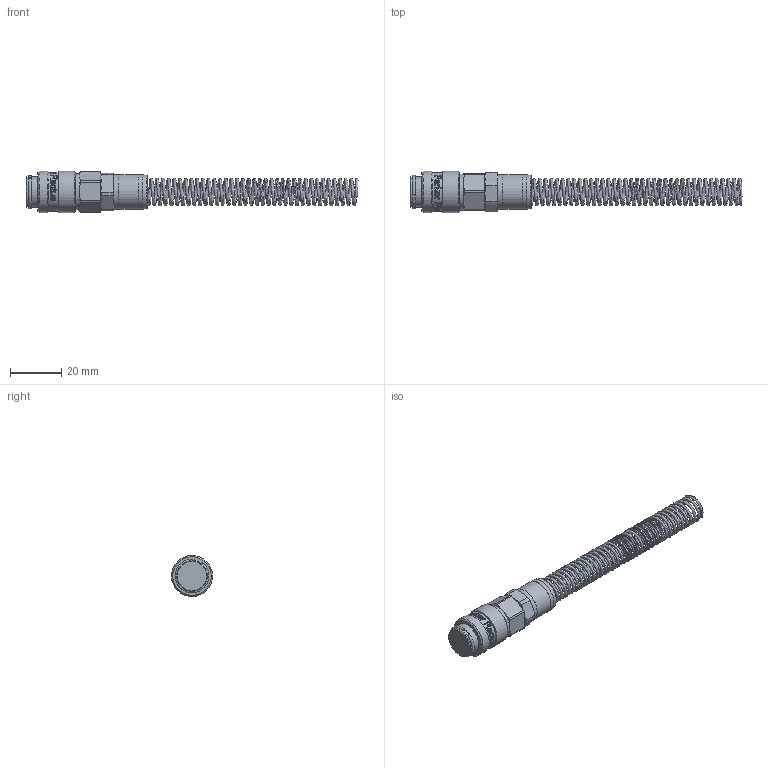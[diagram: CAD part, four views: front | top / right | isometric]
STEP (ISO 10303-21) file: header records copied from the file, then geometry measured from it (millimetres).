
FILE_DESCRIPTION((''),'2;1');
FILE_NAME('21klkk08mpx.stp','2015-01-13T13:33:09',('SSC01480'),(''),'Autodesk Inventor 2013','Autodesk Inventor 2013','');
FILE_SCHEMA(('AUTOMOTIVE_DESIGN { 1 0 10303 214 1 1 1 1 }'));
Length unit declared in the file: millimetre
Products named in the file (1): D113150
Bounding box: 128.99 x 15.96 x 15.96 mm (x, y, z)
Volume: 7420.6 mm3; surface area: 8236.8 mm2
Topology: 2 solids, 4 shells, 383 faces, 971 edges, 637 vertices
Faces by surface type: bspline 139, plane 135, cylinder 57, cone 48, torus 4
Full cylindrical faces by diameter (mm): 6.05 x1, 11.2 x1, 12 x5, 12.15 x1, 12.75 x1, 13.4 x1, 13.5 x2, 14 x2, 14.6 x1, 15 x1, 16 x2
Entity records: 56583 total; most frequent: CARTESIAN_POINT 48326, ORIENTED_EDGE 1830, DIRECTION 1145, EDGE_CURVE 915, VERTEX_POINT 622, EDGE_LOOP 469, AXIS2_PLACEMENT_3D 414, FACE_OUTER_BOUND 383
